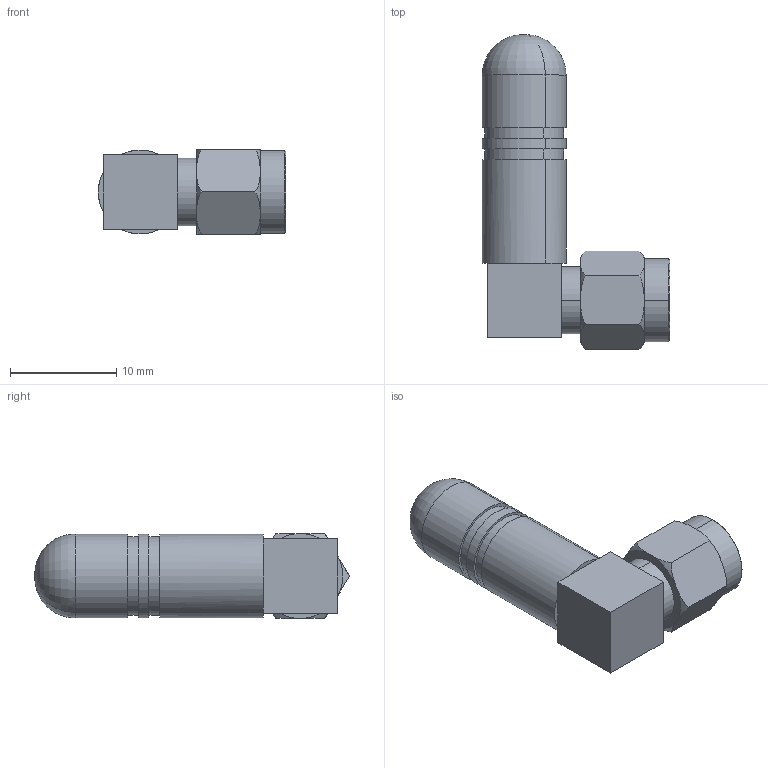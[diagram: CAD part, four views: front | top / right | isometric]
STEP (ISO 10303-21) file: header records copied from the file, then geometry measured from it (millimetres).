
FILE_DESCRIPTION (( 'STEP AP214' ), '1' );
FILE_NAME ('GW.26.0112.STEP', '2018-06-06T03:40:59', ( '' ), ( '' ), 'SwSTEP 2.0', 'SolidWorks 2017', '' );
FILE_SCHEMA (( 'AUTOMOTIVE_DESIGN' ));
Length unit declared in the file: millimetre
Products named in the file (1): GW.26.0112
Bounding box: 17.65 x 29.62 x 8 mm (x, y, z)
Volume: 1643 mm3; surface area: 1327.5 mm2
Topology: 1 solids, 1 shells, 74 faces, 154 edges, 92 vertices
Faces by surface type: plane 30, cylinder 20, bspline 14, cone 8, torus 2
Entity records: 2871 total; most frequent: CARTESIAN_POINT 699, DIRECTION 328, ORIENTED_EDGE 308, EDGE_CURVE 154, AXIS2_PLACEMENT_3D 137, VERTEX_POINT 92, EDGE_LOOP 84, CIRCLE 76
